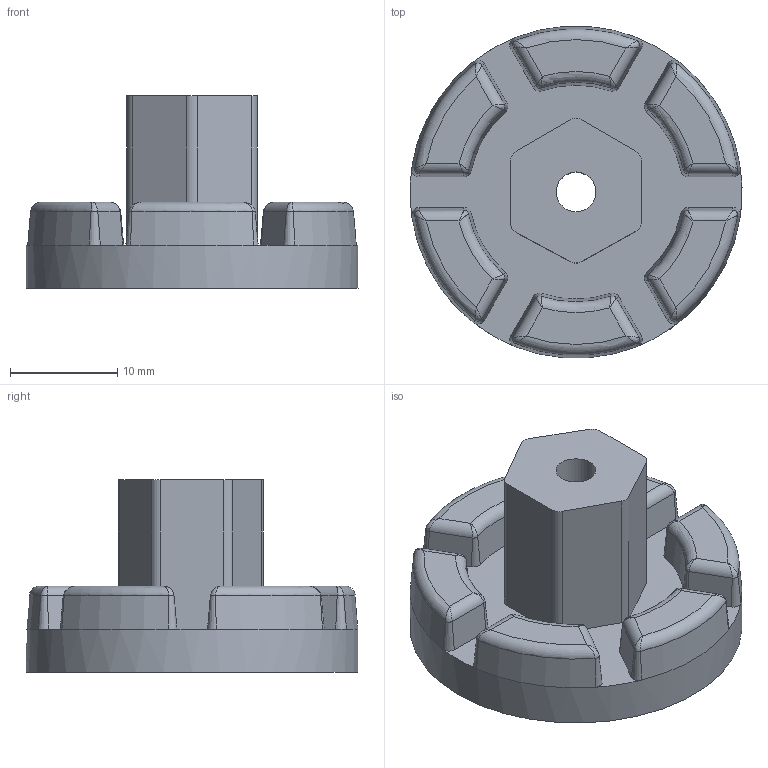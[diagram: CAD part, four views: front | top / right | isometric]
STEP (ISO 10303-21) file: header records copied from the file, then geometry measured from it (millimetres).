
FILE_DESCRIPTION( ( '' ), ' ' );
FILE_NAME( '5cafaa356e1b28179f497333.step', '2019-04-11T20:57:25', ( '' ), ( '' ), ' ', ' ', ' ' );
FILE_SCHEMA( ( 'AUTOMOTIVE_DESIGN { 1 0 10303 214 1 1 1 1 }' ) );
Length unit declared in the file: metre
Products named in the file (1): Part 2
Bounding box: 30.89 x 30.86 x 17.87 mm (x, y, z)
Volume: 5760.8 mm3; surface area: 3233.8 mm2
Topology: 1 solids, 1 shells, 119 faces, 288 edges, 148 vertices
Faces by surface type: cone 36, plane 27, bspline 24, cylinder 20, torus 12
Full cylindrical faces by diameter (mm): 3.7 x1, 30.898 x1
Entity records: 16030 total; most frequent: CARTESIAN_POINT 12634, ORIENTED_EDGE 522, DIRECTION 462, EDGE_CURVE 261, AXIS2_PLACEMENT_3D 177, VERTEX_POINT 147, EDGE_LOOP 124, FACE_OUTER_BOUND 121
